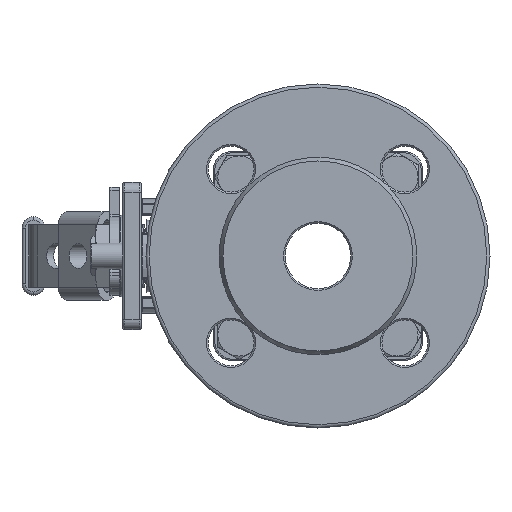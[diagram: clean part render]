
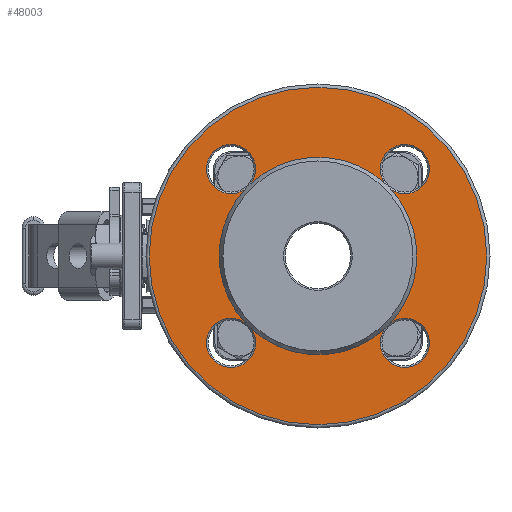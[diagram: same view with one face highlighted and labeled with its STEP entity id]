
A CAD part, left-side view. The second image highlights one B-rep face of the part: STEP entity #48003.
In plain terms, the highlighted planar face has unit normal (-1, 0, 0).
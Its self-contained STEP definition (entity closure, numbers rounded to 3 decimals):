
#38 = VERTEX_POINT ( 'NONE', #51975 ) ;
#364 = CARTESIAN_POINT ( 'NONE',  ( -68., 0., 0. ) ) ;
#1860 = EDGE_CURVE ( 'NONE', #17016, #54646, #45931, .T. ) ;
#2308 = AXIS2_PLACEMENT_3D ( 'NONE', #55151, #15462, #6408 ) ;
#2910 = DIRECTION ( 'NONE',  ( -1., 0., 0. ) ) ;
#5765 = DIRECTION ( 'NONE',  ( 1., 0., 0. ) ) ;
#6293 = CARTESIAN_POINT ( 'NONE',  ( -68., 0., 0. ) ) ;
#6408 = DIRECTION ( 'NONE',  ( 0., 1., 0. ) ) ;
#6835 = VERTEX_POINT ( 'NONE', #10700 ) ;
#9366 = CIRCLE ( 'NONE', #33554, 7.5 ) ;
#9937 = VERTEX_POINT ( 'NONE', #21113 ) ;
#10600 = EDGE_CURVE ( 'NONE', #38, #35358, #43233, .T. ) ;
#10700 = CARTESIAN_POINT ( 'NONE',  ( -68., -51.5, 0. ) ) ;
#12430 = DIRECTION ( 'NONE',  ( 0., -1., 0. ) ) ;
#12605 = ORIENTED_EDGE ( 'NONE', *, *, #20435, .T. ) ;
#13358 = EDGE_CURVE ( 'NONE', #28640, #9937, #27544, .T. ) ;
#13638 = DIRECTION ( 'NONE',  ( 1., 0., 0. ) ) ;
#14169 = DIRECTION ( 'NONE',  ( 0., 1., 0. ) ) ;
#14993 = EDGE_CURVE ( 'NONE', #54646, #50883, #24636, .T. ) ;
#15462 = DIRECTION ( 'NONE',  ( 1., 0., 0. ) ) ;
#15923 = ORIENTED_EDGE ( 'NONE', *, *, #36337, .T. ) ;
#17016 = VERTEX_POINT ( 'NONE', #38595 ) ;
#18150 = CARTESIAN_POINT ( 'NONE',  ( -68., -20.34, -22.262 ) ) ;
#19488 = DIRECTION ( 'NONE',  ( 0., -1., 0. ) ) ;
#19712 = EDGE_CURVE ( 'NONE', #39729, #38, #31141, .T. ) ;
#20435 = EDGE_CURVE ( 'NONE', #9937, #17016, #32493, .T. ) ;
#21113 = CARTESIAN_POINT ( 'NONE',  ( -68., -22.262, 20.34 ) ) ;
#21288 = DIRECTION ( 'NONE',  ( 0., -1., 0. ) ) ;
#21289 = DIRECTION ( 'NONE',  ( 0., -1., 0. ) ) ;
#22569 = DIRECTION ( 'NONE',  ( 0., 1., 0. ) ) ;
#23453 = FACE_BOUND ( 'NONE', #42711, .T. ) ;
#23974 = CARTESIAN_POINT ( 'NONE',  ( -68., 26.517, -26.517 ) ) ;
#24636 = CIRCLE ( 'NONE', #31630, 30.155 ) ;
#25091 = DIRECTION ( 'NONE',  ( 1., 0., 0. ) ) ;
#25601 = CARTESIAN_POINT ( 'NONE',  ( -68., 52.5, 0. ) ) ;
#26577 = DIRECTION ( 'NONE',  ( 1., 0., 0. ) ) ;
#27544 = CIRCLE ( 'NONE', #51030, 7.5 ) ;
#28025 = CARTESIAN_POINT ( 'NONE',  ( -68., 0., 0. ) ) ;
#28640 = VERTEX_POINT ( 'NONE', #41573 ) ;
#31141 = CIRCLE ( 'NONE', #54212, 30.155 ) ;
#31388 = AXIS2_PLACEMENT_3D ( 'NONE', #53154, #26577, #21288 ) ;
#31630 = AXIS2_PLACEMENT_3D ( 'NONE', #6293, #25091, #32811 ) ;
#32350 = CARTESIAN_POINT ( 'NONE',  ( -68., -26.517, 26.517 ) ) ;
#32398 = ORIENTED_EDGE ( 'NONE', *, *, #53345, .T. ) ;
#32493 = CIRCLE ( 'NONE', #2308, 30.155 ) ;
#32811 = DIRECTION ( 'NONE',  ( 0., 1., 0. ) ) ;
#33082 = ORIENTED_EDGE ( 'NONE', *, *, #13358, .T. ) ;
#33554 = AXIS2_PLACEMENT_3D ( 'NONE', #23974, #5765, #19488 ) ;
#35358 = VERTEX_POINT ( 'NONE', #57399 ) ;
#35404 = AXIS2_PLACEMENT_3D ( 'NONE', #364, #49666, #36091 ) ;
#35583 = AXIS2_PLACEMENT_3D ( 'NONE', #25601, #2910, #21289 ) ;
#36058 = CARTESIAN_POINT ( 'NONE',  ( -68., 20.34, -22.262 ) ) ;
#36091 = DIRECTION ( 'NONE',  ( 0., -1., 0. ) ) ;
#36190 = DIRECTION ( 'NONE',  ( 1., 0., 0. ) ) ;
#36337 = EDGE_CURVE ( 'NONE', #6835, #6835, #44300, .T. ) ;
#36500 = ORIENTED_EDGE ( 'NONE', *, *, #42809, .T. ) ;
#36599 = CARTESIAN_POINT ( 'NONE',  ( -68., 22.262, -20.34 ) ) ;
#36839 = EDGE_LOOP ( 'NONE', ( #15923 ) ) ;
#38595 = CARTESIAN_POINT ( 'NONE',  ( -68., -22.262, -20.34 ) ) ;
#39729 = VERTEX_POINT ( 'NONE', #36599 ) ;
#41501 = ORIENTED_EDGE ( 'NONE', *, *, #19712, .T. ) ;
#41573 = CARTESIAN_POINT ( 'NONE',  ( -68., -20.34, 22.262 ) ) ;
#42711 = EDGE_LOOP ( 'NONE', ( #41501, #54252, #36500, #33082, #12605, #46931, #52770, #32398 ) ) ;
#42809 = EDGE_CURVE ( 'NONE', #35358, #28640, #50377, .T. ) ;
#43233 = CIRCLE ( 'NONE', #44846, 7.5 ) ;
#44300 = CIRCLE ( 'NONE', #35404, 51.5 ) ;
#44773 = DIRECTION ( 'NONE',  ( 0., -1., 0. ) ) ;
#44846 = AXIS2_PLACEMENT_3D ( 'NONE', #47846, #52341, #12430 ) ;
#45111 = CARTESIAN_POINT ( 'NONE',  ( -68., 0., 0. ) ) ;
#45931 = CIRCLE ( 'NONE', #31388, 7.5 ) ;
#46931 = ORIENTED_EDGE ( 'NONE', *, *, #1860, .T. ) ;
#47196 = AXIS2_PLACEMENT_3D ( 'NONE', #28025, #49943, #14169 ) ;
#47846 = CARTESIAN_POINT ( 'NONE',  ( -68., 26.517, 26.517 ) ) ;
#48003 = ADVANCED_FACE ( 'NONE', ( #55472, #23453 ), #56306, .T. ) ;
#49666 = DIRECTION ( 'NONE',  ( -1., 0., 0. ) ) ;
#49943 = DIRECTION ( 'NONE',  ( 1., 0., 0. ) ) ;
#50377 = CIRCLE ( 'NONE', #47196, 30.155 ) ;
#50883 = VERTEX_POINT ( 'NONE', #36058 ) ;
#51030 = AXIS2_PLACEMENT_3D ( 'NONE', #32350, #13638, #44773 ) ;
#51975 = CARTESIAN_POINT ( 'NONE',  ( -68., 22.262, 20.34 ) ) ;
#52341 = DIRECTION ( 'NONE',  ( 1., 0., 0. ) ) ;
#52770 = ORIENTED_EDGE ( 'NONE', *, *, #14993, .T. ) ;
#53154 = CARTESIAN_POINT ( 'NONE',  ( -68., -26.517, -26.517 ) ) ;
#53345 = EDGE_CURVE ( 'NONE', #50883, #39729, #9366, .T. ) ;
#54212 = AXIS2_PLACEMENT_3D ( 'NONE', #45111, #36190, #22569 ) ;
#54252 = ORIENTED_EDGE ( 'NONE', *, *, #10600, .T. ) ;
#54646 = VERTEX_POINT ( 'NONE', #18150 ) ;
#55151 = CARTESIAN_POINT ( 'NONE',  ( -68., 0., 0. ) ) ;
#55472 = FACE_OUTER_BOUND ( 'NONE', #36839, .T. ) ;
#56306 = PLANE ( 'NONE',  #35583 ) ;
#57399 = CARTESIAN_POINT ( 'NONE',  ( -68., 20.34, 22.262 ) ) ;
